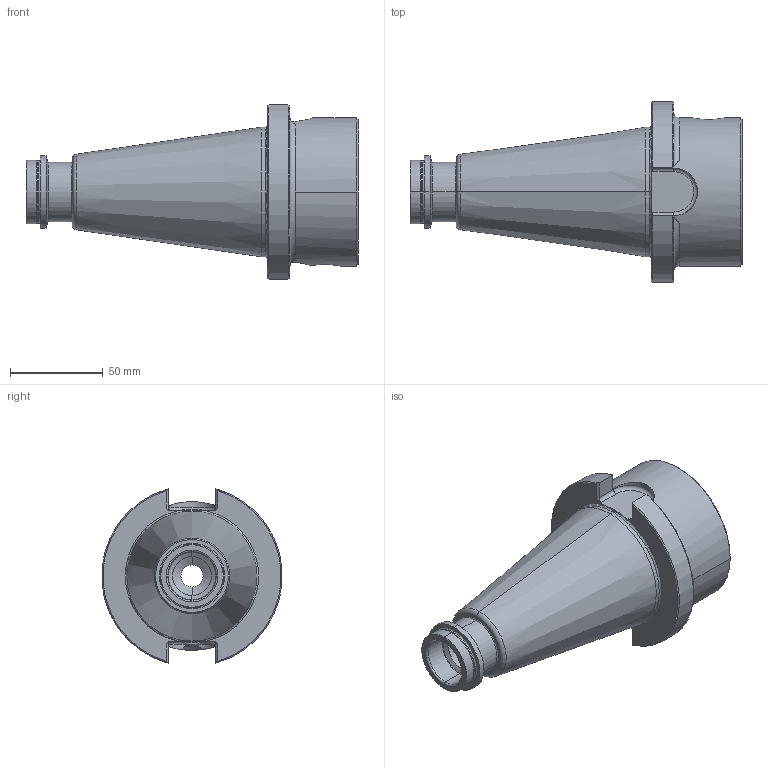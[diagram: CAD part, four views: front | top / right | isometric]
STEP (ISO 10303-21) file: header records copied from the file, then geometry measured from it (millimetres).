
FILE_DESCRIPTION (( 'STEP AP203' ), '1' );
FILE_NAME ('A54.500.080.052.STEP', '2024-08-09T06:11:23', ( '' ), ( '' ), 'SwSTEP 2.0', 'SolidWorks 2022', '' );
FILE_SCHEMA (( 'CONFIG_CONTROL_DESIGN' ));
Length unit declared in the file: millimetre
Products named in the file (3): WH8-ER1.001.029; A54.500.080.052; SZ5-WH8.K01.052_B
Assembly tree (3 placements, depth 2):
  A54.500.080.052
    SZ5-WH8.K01.052_B
    WH8-ER1.001.029  x2
Bounding box: 178.8 x 96.94 x 93.84 mm (x, y, z)
Volume: 465265.4 mm3; surface area: 63533.1 mm2
Topology: 3 solids, 3 shells, 168 faces, 391 edges, 227 vertices
Faces by surface type: plane 53, cylinder 47, torus 37, cone 31
Entity records: 4889 total; most frequent: CARTESIAN_POINT 1377, DIRECTION 714, ORIENTED_EDGE 654, EDGE_CURVE 327, AXIS2_PLACEMENT_3D 295, VERTEX_POINT 192, CIRCLE 149, EDGE_LOOP 147
